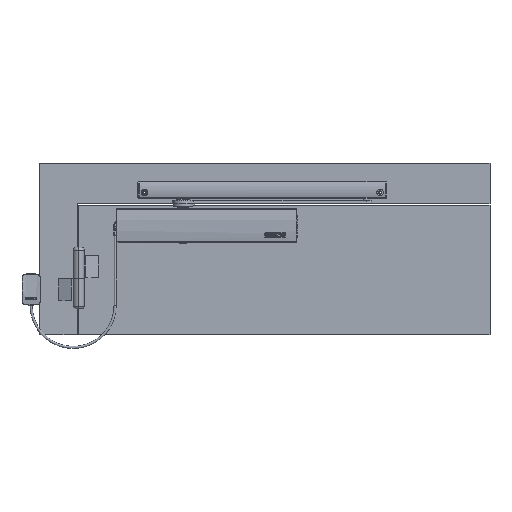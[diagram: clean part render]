
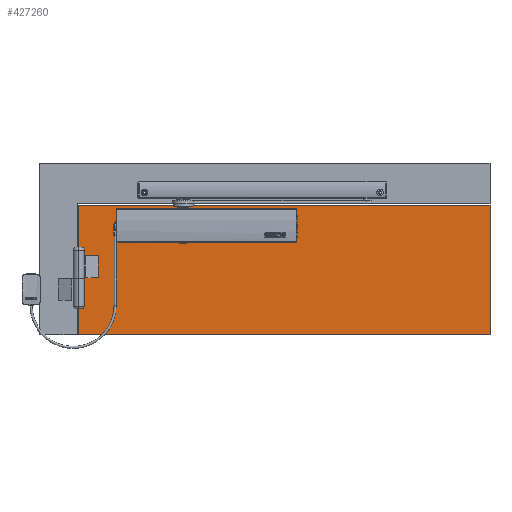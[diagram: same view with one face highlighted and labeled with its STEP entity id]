
A CAD part, top view. The second image highlights one B-rep face of the part: STEP entity #427260.
In plain terms, the highlighted planar face has unit normal (0, 0, 1).
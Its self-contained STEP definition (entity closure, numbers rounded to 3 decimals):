
#426190=CARTESIAN_POINT('',(-20.458,222.598,
-322.5));
#426200=DIRECTION('',(-0.,0.,1.));
#426210=DIRECTION('',(0.,-1.,0.));
#426220=AXIS2_PLACEMENT_3D('',#426190,#426200,#426210);
#426230=PLANE('',#426220);
#426240=CARTESIAN_POINT('',(-20.458,-93.65,
-322.5));
#426250=DIRECTION('',(1.,0.,0.));
#426260=VECTOR('',#426250,1.);
#426270=LINE('',#426240,#426260);
#426280=CARTESIAN_POINT('',(-206.458,-93.65,
-322.5));
#426290=VERTEX_POINT('',#426280);
#426300=CARTESIAN_POINT('',(-174.458,-93.65,
-322.5));
#426310=VERTEX_POINT('',#426300);
#426320=EDGE_CURVE('',#426290,#426310,#426270,.T.);
#426330=ORIENTED_EDGE('',*,*,#426320,.F.);
#426340=CARTESIAN_POINT('',(-174.458,44.548,
-322.5));
#426350=DIRECTION('',(0.,1.,0.));
#426360=VECTOR('',#426350,1.);
#426370=LINE('',#426340,#426360);
#426380=CARTESIAN_POINT('',(-174.458,-53.65,
-322.5));
#426390=VERTEX_POINT('',#426380);
#426400=EDGE_CURVE('',#426310,#426390,#426370,.T.);
#426410=ORIENTED_EDGE('',*,*,#426400,.F.);
#426420=CARTESIAN_POINT('',(-20.458,-53.65,
-322.5));
#426430=DIRECTION('',(-1.,0.,0.));
#426440=VECTOR('',#426430,1.);
#426450=LINE('',#426420,#426440);
#426460=CARTESIAN_POINT('',(-206.458,-53.65,
-322.5));
#426470=VERTEX_POINT('',#426460);
#426480=EDGE_CURVE('',#426390,#426470,#426450,.T.);
#426490=ORIENTED_EDGE('',*,*,#426480,.F.);
#426500=CARTESIAN_POINT('',(-206.458,44.548,
-322.5));
#426510=DIRECTION('',(0.,-1.,0.));
#426520=VECTOR('',#426510,1.);
#426530=LINE('',#426500,#426520);
#426540=EDGE_CURVE('',#426470,#426290,#426530,.T.);
#426550=ORIENTED_EDGE('',*,*,#426540,.F.);
#426560=EDGE_LOOP('',(#426550,#426490,#426410,#426330));
#426570=FACE_BOUND('',#426560,.T.);
#426580=CARTESIAN_POINT('',(186.542,44.548,
-322.5));
#426590=DIRECTION('',(0.,1.,0.));
#426600=VECTOR('',#426590,1.);
#426610=LINE('',#426580,#426600);
#426620=CARTESIAN_POINT('',(186.542,-29.002,
-322.5));
#426630=VERTEX_POINT('',#426620);
#426640=CARTESIAN_POINT('',(186.542,30.998,
-322.5));
#426650=VERTEX_POINT('',#426640);
#426660=EDGE_CURVE('',#426630,#426650,#426610,.T.);
#426670=ORIENTED_EDGE('',*,*,#426660,.F.);
#426680=CARTESIAN_POINT('',(-20.458,30.998,
-322.5));
#426690=DIRECTION('',(-1.,0.,0.));
#426700=VECTOR('',#426690,1.);
#426710=LINE('',#426680,#426700);
#426720=CARTESIAN_POINT('',(-138.458,30.998,
-322.5));
#426730=VERTEX_POINT('',#426720);
#426740=EDGE_CURVE('',#426650,#426730,#426710,.T.);
#426750=ORIENTED_EDGE('',*,*,#426740,.F.);
#426760=CARTESIAN_POINT('',(-138.458,44.548,
-322.5));
#426770=DIRECTION('',(0.,-1.,0.));
#426780=VECTOR('',#426770,1.);
#426790=LINE('',#426760,#426780);
#426800=CARTESIAN_POINT('',(-138.458,-29.002,
-322.5));
#426810=VERTEX_POINT('',#426800);
#426820=EDGE_CURVE('',#426730,#426810,#426790,.T.);
#426830=ORIENTED_EDGE('',*,*,#426820,.F.);
#426840=CARTESIAN_POINT('',(-20.458,-29.002,
-322.5));
#426850=DIRECTION('',(1.,-0.,0.));
#426860=VECTOR('',#426850,1.);
#426870=LINE('',#426840,#426860);
#426880=EDGE_CURVE('',#426810,#426630,#426870,.T.);
#426890=ORIENTED_EDGE('',*,*,#426880,.F.);
#426900=EDGE_LOOP('',(#426890,#426830,#426750,#426670));
#426910=FACE_BOUND('',#426900,.T.);
#426920=CARTESIAN_POINT('',(538.042,44.548,
-322.5));
#426930=DIRECTION('',(0.,1.,0.));
#426940=VECTOR('',#426930,1.);
#426950=LINE('',#426920,#426940);
#426960=CARTESIAN_POINT('',(538.042,-197.402,
-322.5));
#426970=VERTEX_POINT('',#426960);
#426980=CARTESIAN_POINT('',(538.042,37.998,
-322.5));
#426990=VERTEX_POINT('',#426980);
#427000=EDGE_CURVE('',#426970,#426990,#426950,.T.);
#427010=ORIENTED_EDGE('',*,*,#427000,.T.);
#427020=CARTESIAN_POINT('',(-20.458,-197.402,
-322.5));
#427030=DIRECTION('',(-1.,0.,0.));
#427040=VECTOR('',#427030,1.);
#427050=LINE('',#427020,#427040);
#427060=CARTESIAN_POINT('',(-210.458,-197.402,
-322.5));
#427070=VERTEX_POINT('',#427060);
#427080=EDGE_CURVE('',#426970,#427070,#427050,.T.);
#427090=ORIENTED_EDGE('',*,*,#427080,.F.);
#427100=CARTESIAN_POINT('',(-210.458,44.548,
-322.5));
#427110=DIRECTION('',(0.,-1.,0.));
#427120=VECTOR('',#427110,1.);
#427130=LINE('',#427100,#427120);
#427140=CARTESIAN_POINT('',(-210.458,37.998,
-322.5));
#427150=VERTEX_POINT('',#427140);
#427160=EDGE_CURVE('',#427150,#427070,#427130,.T.);
#427170=ORIENTED_EDGE('',*,*,#427160,.T.);
#427180=CARTESIAN_POINT('',(-20.458,37.998,
-322.5));
#427190=DIRECTION('',(-1.,0.,0.));
#427200=VECTOR('',#427190,1.);
#427210=LINE('',#427180,#427200);
#427220=EDGE_CURVE('',#426990,#427150,#427210,.T.);
#427230=ORIENTED_EDGE('',*,*,#427220,.T.);
#427240=EDGE_LOOP('',(#427230,#427170,#427090,#427010));
#427250=FACE_OUTER_BOUND('',#427240,.T.);
#427260=ADVANCED_FACE('',(#426570,#426910,#427250),#426230,.T.);
